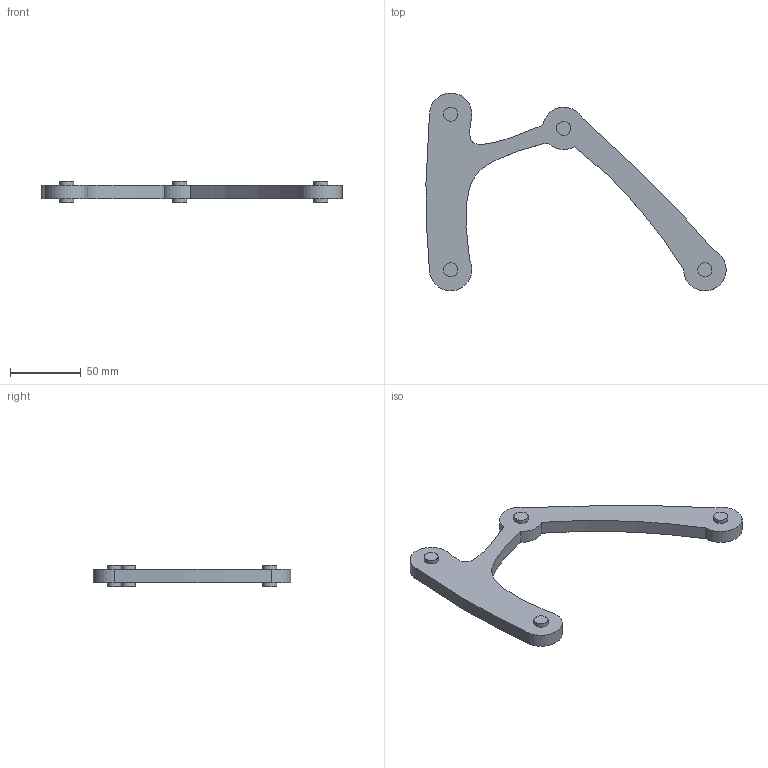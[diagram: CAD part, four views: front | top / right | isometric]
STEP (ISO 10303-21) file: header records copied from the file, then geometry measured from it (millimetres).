
FILE_DESCRIPTION(/* description */ (''),/* implementation_level */ '2;1');
FILE_NAME(/* name */ 'Bracket Assembly MK4.stp',/* time_stamp */ '2021-05-12T22:08:14+12:00',/* author */ ('Jawal'),/* organization */ (''),/* preprocessor_version */ 'ST-DEVELOPER v18.1',/* originating_system */ 'Autodesk Inventor 2021',/* authorisation */ '');
FILE_SCHEMA (('AUTOMOTIVE_DESIGN { 1 0 10303 214 3 1 1 }'));
Products named in the file (3): Bracket Assembly MK4; Pin; Bracket Concept MK4
Assembly tree (5 placements, depth 2):
  Bracket Assembly MK4
    Pin  x4
    Bracket Concept MK4
Bounding box: 212.42 x 139.99 x 15 mm (x, y, z)
Volume: 80678.5 mm3; surface area: 27125.8 mm2
Topology: 5 solids, 5 shells, 28 faces, 62 edges, 44 vertices
Faces by surface type: cylinder 13, plane 10, bspline 5
Full cylindrical faces by diameter (mm): 10 x8
Entity records: 764 total; most frequent: CARTESIAN_POINT 179, DIRECTION 103, ORIENTED_EDGE 94, EDGE_CURVE 47, AXIS2_PLACEMENT_3D 44, VERTEX_POINT 32, EDGE_LOOP 27, CIRCLE 22
